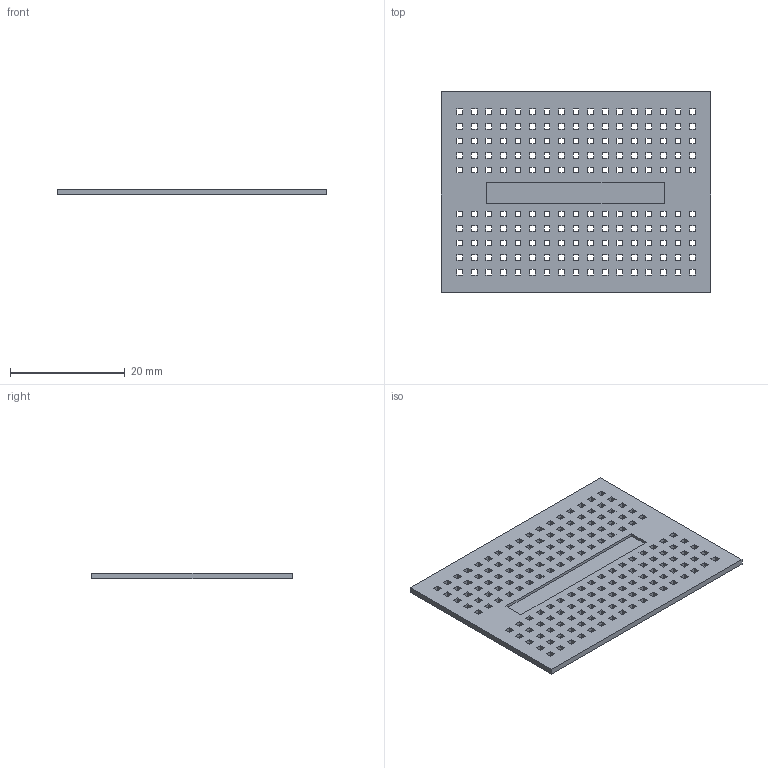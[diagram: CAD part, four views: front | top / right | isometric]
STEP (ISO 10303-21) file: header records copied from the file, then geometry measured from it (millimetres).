
FILE_DESCRIPTION(('FreeCAD Model'),'2;1');
FILE_NAME('Open CASCADE Shape Model','2022-02-17T13:22:32',('BT'),(''), 'Open CASCADE STEP processor 7.5','FreeCAD','Unknown');
FILE_SCHEMA(('AUTOMOTIVE_DESIGN { 1 0 10303 214 1 1 1 1 }'));
Length unit declared in the file: millimetre
Products named in the file (2): Part; Body
Assembly tree (1 placements, depth 2):
  Part
    Body
Bounding box: 47 x 35 x 1 mm (x, y, z)
Volume: 1417.7 mm3; surface area: 3828.7 mm2
Topology: 1 solids, 1 shells, 691 faces, 2064 edges, 1376 vertices
Faces by surface type: plane 691
Entity records: 23458 total; most frequent: CARTESIAN_POINT 4133, ORIENTED_EDGE 4128, DIRECTION 3450, EDGE_CURVE 2064, LINE 2064, VECTOR 2064, VERTEX_POINT 1376, FACE_BOUND 1032
